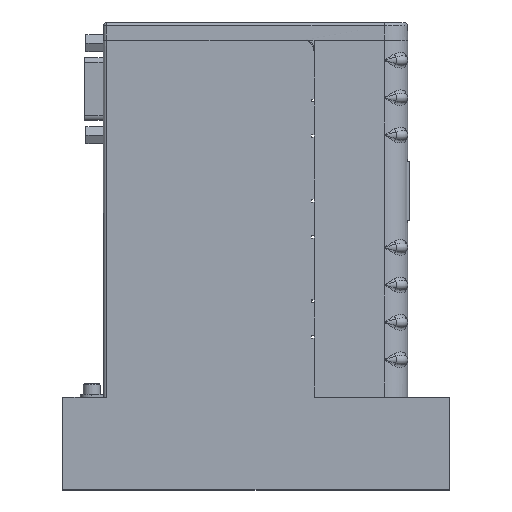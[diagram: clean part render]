
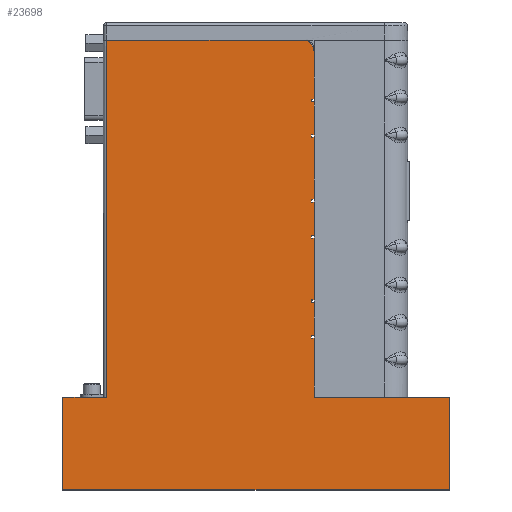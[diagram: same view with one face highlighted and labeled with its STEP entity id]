
A CAD part, top view. The second image highlights one B-rep face of the part: STEP entity #23698.
In plain terms, the highlighted planar face has unit normal (0, 0, 1).
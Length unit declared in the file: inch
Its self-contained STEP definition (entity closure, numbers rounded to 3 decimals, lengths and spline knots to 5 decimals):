
#2783=DIRECTION('',(-1.,0.,0.));
#2784=VECTOR('',#2783,2.091);
#2785=CARTESIAN_POINT('',(2.56,4.805,0.));
#2786=LINE('',#2785,#2784);
#2787=DIRECTION('',(0.,-1.,0.));
#2788=VECTOR('',#2787,0.505);
#2789=CARTESIAN_POINT('',(2.685,4.68,0.));
#2790=LINE('',#2789,#2788);
#2791=DIRECTION('',(-1.,0.,0.));
#2792=VECTOR('',#2791,0.03);
#2793=CARTESIAN_POINT('',(2.685,4.175,0.));
#2794=LINE('',#2793,#2792);
#2795=DIRECTION('',(0.,-1.,0.));
#2796=VECTOR('',#2795,0.03);
#2797=CARTESIAN_POINT('',(2.655,4.175,0.));
#2798=LINE('',#2797,#2796);
#2799=DIRECTION('',(-1.,0.,0.));
#2800=VECTOR('',#2799,0.03);
#2801=CARTESIAN_POINT('',(2.685,4.145,0.));
#2802=LINE('',#2801,#2800);
#2803=DIRECTION('',(0.,-1.,0.));
#2804=VECTOR('',#2803,0.35);
#2805=CARTESIAN_POINT('',(2.685,4.145,0.));
#2806=LINE('',#2805,#2804);
#2807=DIRECTION('',(-1.,0.,0.));
#2808=VECTOR('',#2807,0.03);
#2809=CARTESIAN_POINT('',(2.685,3.795,0.));
#2810=LINE('',#2809,#2808);
#2811=DIRECTION('',(0.,-1.,0.));
#2812=VECTOR('',#2811,0.03);
#2813=CARTESIAN_POINT('',(2.655,3.795,0.));
#2814=LINE('',#2813,#2812);
#2815=DIRECTION('',(-1.,0.,0.));
#2816=VECTOR('',#2815,0.03);
#2817=CARTESIAN_POINT('',(2.685,3.765,0.));
#2818=LINE('',#2817,#2816);
#2819=DIRECTION('',(0.,-1.,0.));
#2820=VECTOR('',#2819,0.66);
#2821=CARTESIAN_POINT('',(2.685,3.765,0.));
#2822=LINE('',#2821,#2820);
#2823=DIRECTION('',(-1.,0.,0.));
#2824=VECTOR('',#2823,0.03);
#2825=CARTESIAN_POINT('',(2.685,3.105,0.));
#2826=LINE('',#2825,#2824);
#2827=DIRECTION('',(0.,-1.,0.));
#2828=VECTOR('',#2827,0.03);
#2829=CARTESIAN_POINT('',(2.655,3.105,0.));
#2830=LINE('',#2829,#2828);
#2831=DIRECTION('',(-1.,0.,0.));
#2832=VECTOR('',#2831,0.03);
#2833=CARTESIAN_POINT('',(2.685,3.075,0.));
#2834=LINE('',#2833,#2832);
#2835=DIRECTION('',(0.,-1.,0.));
#2836=VECTOR('',#2835,0.355);
#2837=CARTESIAN_POINT('',(2.685,3.075,0.));
#2838=LINE('',#2837,#2836);
#2839=DIRECTION('',(-1.,0.,0.));
#2840=VECTOR('',#2839,0.03);
#2841=CARTESIAN_POINT('',(2.685,2.72,0.));
#2842=LINE('',#2841,#2840);
#2843=DIRECTION('',(0.,-1.,0.));
#2844=VECTOR('',#2843,0.03);
#2845=CARTESIAN_POINT('',(2.655,2.72,0.));
#2846=LINE('',#2845,#2844);
#2847=DIRECTION('',(-1.,0.,0.));
#2848=VECTOR('',#2847,0.03);
#2849=CARTESIAN_POINT('',(2.685,2.69,0.));
#2850=LINE('',#2849,#2848);
#2851=DIRECTION('',(0.,-1.,0.));
#2852=VECTOR('',#2851,0.66);
#2853=CARTESIAN_POINT('',(2.685,2.69,0.));
#2854=LINE('',#2853,#2852);
#2855=DIRECTION('',(-1.,0.,0.));
#2856=VECTOR('',#2855,0.03);
#2857=CARTESIAN_POINT('',(2.685,2.03,0.));
#2858=LINE('',#2857,#2856);
#2859=DIRECTION('',(0.,-1.,0.));
#2860=VECTOR('',#2859,0.03);
#2861=CARTESIAN_POINT('',(2.655,2.03,0.));
#2862=LINE('',#2861,#2860);
#2863=DIRECTION('',(-1.,0.,0.));
#2864=VECTOR('',#2863,0.03);
#2865=CARTESIAN_POINT('',(2.685,2.,0.));
#2866=LINE('',#2865,#2864);
#2867=DIRECTION('',(0.,-1.,0.));
#2868=VECTOR('',#2867,0.35);
#2869=CARTESIAN_POINT('',(2.685,2.,0.));
#2870=LINE('',#2869,#2868);
#2871=DIRECTION('',(-1.,0.,0.));
#2872=VECTOR('',#2871,0.03);
#2873=CARTESIAN_POINT('',(2.685,1.65,0.));
#2874=LINE('',#2873,#2872);
#2875=DIRECTION('',(0.,-1.,0.));
#2876=VECTOR('',#2875,0.03);
#2877=CARTESIAN_POINT('',(2.655,1.65,0.));
#2878=LINE('',#2877,#2876);
#2879=DIRECTION('',(-1.,0.,0.));
#2880=VECTOR('',#2879,0.03);
#2881=CARTESIAN_POINT('',(2.685,1.62,0.));
#2882=LINE('',#2881,#2880);
#2883=DIRECTION('',(0.,-1.,0.));
#2884=VECTOR('',#2883,0.63);
#2885=CARTESIAN_POINT('',(2.685,1.62,0.));
#2886=LINE('',#2885,#2884);
#2887=DIRECTION('',(1.,0.,0.));
#2888=VECTOR('',#2887,1.445);
#2889=CARTESIAN_POINT('',(2.685,0.99,0.));
#2890=LINE('',#2889,#2888);
#2891=DIRECTION('',(0.,-1.,0.));
#2892=VECTOR('',#2891,0.99);
#2893=CARTESIAN_POINT('',(4.13,0.99,0.));
#2894=LINE('',#2893,#2892);
#2895=DIRECTION('',(-1.,0.,0.));
#2896=VECTOR('',#2895,4.13);
#2897=CARTESIAN_POINT('',(4.13,0.,0.));
#2898=LINE('',#2897,#2896);
#2899=DIRECTION('',(0.,1.,0.));
#2900=VECTOR('',#2899,0.99);
#2901=CARTESIAN_POINT('',(0.,0.,0.));
#2902=LINE('',#2901,#2900);
#2903=DIRECTION('',(1.,0.,0.));
#2904=VECTOR('',#2903,0.469);
#2905=CARTESIAN_POINT('',(0.,0.99,0.));
#2906=LINE('',#2905,#2904);
#2980=DIRECTION('',(0.,-1.,0.));
#2981=VECTOR('',#2980,3.815);
#2982=CARTESIAN_POINT('',(0.469,4.805,0.));
#2983=LINE('',#2982,#2981);
#6134=CARTESIAN_POINT('',(2.56,4.68,0.));
#6135=DIRECTION('',(0.,0.,1.));
#6136=DIRECTION('',(1.,0.,0.));
#6137=AXIS2_PLACEMENT_3D('',#6134,#6135,#6136);
#19482=CARTESIAN_POINT('',(4.13,0.99,0.));
#19483=CARTESIAN_POINT('',(4.13,0.,0.));
#19484=VERTEX_POINT('',#19482);
#19485=VERTEX_POINT('',#19483);
#19486=CARTESIAN_POINT('',(0.,0.,0.));
#19487=VERTEX_POINT('',#19486);
#19488=CARTESIAN_POINT('',(0.,0.99,0.));
#19489=VERTEX_POINT('',#19488);
#19752=CARTESIAN_POINT('',(2.655,1.65,0.));
#19753=CARTESIAN_POINT('',(2.655,1.62,0.));
#19754=VERTEX_POINT('',#19752);
#19755=VERTEX_POINT('',#19753);
#19756=CARTESIAN_POINT('',(2.655,2.03,0.));
#19757=CARTESIAN_POINT('',(2.655,2.,0.));
#19758=VERTEX_POINT('',#19756);
#19759=VERTEX_POINT('',#19757);
#19760=CARTESIAN_POINT('',(2.655,2.72,0.));
#19761=CARTESIAN_POINT('',(2.655,2.69,0.));
#19762=VERTEX_POINT('',#19760);
#19763=VERTEX_POINT('',#19761);
#19764=CARTESIAN_POINT('',(2.655,3.105,0.));
#19765=CARTESIAN_POINT('',(2.655,3.075,0.));
#19766=VERTEX_POINT('',#19764);
#19767=VERTEX_POINT('',#19765);
#19768=CARTESIAN_POINT('',(2.655,4.175,0.));
#19769=CARTESIAN_POINT('',(2.655,4.145,0.));
#19770=VERTEX_POINT('',#19768);
#19771=VERTEX_POINT('',#19769);
#19772=CARTESIAN_POINT('',(2.655,3.795,0.));
#19773=CARTESIAN_POINT('',(2.655,3.765,0.));
#19774=VERTEX_POINT('',#19772);
#19775=VERTEX_POINT('',#19773);
#19888=CARTESIAN_POINT('',(0.469,0.99,0.));
#19889=VERTEX_POINT('',#19888);
#20888=CARTESIAN_POINT('',(2.56,4.805,0.));
#20889=CARTESIAN_POINT('',(0.469,4.805,0.));
#20890=VERTEX_POINT('',#20888);
#20891=VERTEX_POINT('',#20889);
#20892=CARTESIAN_POINT('',(2.685,4.68,0.));
#20893=CARTESIAN_POINT('',(2.685,4.175,0.));
#20894=VERTEX_POINT('',#20892);
#20895=VERTEX_POINT('',#20893);
#20896=CARTESIAN_POINT('',(2.685,4.145,0.));
#20897=CARTESIAN_POINT('',(2.685,3.795,0.));
#20898=VERTEX_POINT('',#20896);
#20899=VERTEX_POINT('',#20897);
#20900=CARTESIAN_POINT('',(2.685,3.765,0.));
#20901=CARTESIAN_POINT('',(2.685,3.105,0.));
#20902=VERTEX_POINT('',#20900);
#20903=VERTEX_POINT('',#20901);
#20904=CARTESIAN_POINT('',(2.685,3.075,0.));
#20905=CARTESIAN_POINT('',(2.685,2.72,0.));
#20906=VERTEX_POINT('',#20904);
#20907=VERTEX_POINT('',#20905);
#20908=CARTESIAN_POINT('',(2.685,2.69,0.));
#20909=CARTESIAN_POINT('',(2.685,2.03,0.));
#20910=VERTEX_POINT('',#20908);
#20911=VERTEX_POINT('',#20909);
#20912=CARTESIAN_POINT('',(2.685,2.,0.));
#20913=CARTESIAN_POINT('',(2.685,1.65,0.));
#20914=VERTEX_POINT('',#20912);
#20915=VERTEX_POINT('',#20913);
#20916=CARTESIAN_POINT('',(2.685,1.62,0.));
#20917=CARTESIAN_POINT('',(2.685,0.99,0.));
#20918=VERTEX_POINT('',#20916);
#20919=VERTEX_POINT('',#20917);
#23628=CARTESIAN_POINT('',(0.,0.,0.));
#23629=DIRECTION('',(0.,0.,-1.));
#23630=DIRECTION('',(-1.,0.,0.));
#23631=AXIS2_PLACEMENT_3D('',#23628,#23629,#23630);
#23632=PLANE('',#23631);
#23634=ORIENTED_EDGE('',*,*,#23633,.F.);
#23636=ORIENTED_EDGE('',*,*,#23635,.F.);
#23638=ORIENTED_EDGE('',*,*,#23637,.T.);
#23639=ORIENTED_EDGE('',*,*,#23609,.T.);
#23640=ORIENTED_EDGE('',*,*,#23619,.T.);
#23642=ORIENTED_EDGE('',*,*,#23641,.F.);
#23644=ORIENTED_EDGE('',*,*,#23643,.T.);
#23646=ORIENTED_EDGE('',*,*,#23645,.T.);
#23648=ORIENTED_EDGE('',*,*,#23647,.T.);
#23650=ORIENTED_EDGE('',*,*,#23649,.F.);
#23652=ORIENTED_EDGE('',*,*,#23651,.T.);
#23654=ORIENTED_EDGE('',*,*,#23653,.T.);
#23656=ORIENTED_EDGE('',*,*,#23655,.T.);
#23658=ORIENTED_EDGE('',*,*,#23657,.F.);
#23660=ORIENTED_EDGE('',*,*,#23659,.T.);
#23662=ORIENTED_EDGE('',*,*,#23661,.T.);
#23664=ORIENTED_EDGE('',*,*,#23663,.T.);
#23666=ORIENTED_EDGE('',*,*,#23665,.F.);
#23668=ORIENTED_EDGE('',*,*,#23667,.T.);
#23670=ORIENTED_EDGE('',*,*,#23669,.T.);
#23672=ORIENTED_EDGE('',*,*,#23671,.T.);
#23674=ORIENTED_EDGE('',*,*,#23673,.F.);
#23676=ORIENTED_EDGE('',*,*,#23675,.T.);
#23678=ORIENTED_EDGE('',*,*,#23677,.T.);
#23680=ORIENTED_EDGE('',*,*,#23679,.T.);
#23682=ORIENTED_EDGE('',*,*,#23681,.F.);
#23684=ORIENTED_EDGE('',*,*,#23683,.T.);
#23686=ORIENTED_EDGE('',*,*,#23685,.T.);
#23688=ORIENTED_EDGE('',*,*,#23687,.T.);
#23690=ORIENTED_EDGE('',*,*,#23689,.T.);
#23692=ORIENTED_EDGE('',*,*,#23691,.T.);
#23693=ORIENTED_EDGE('',*,*,#22159,.T.);
#23695=ORIENTED_EDGE('',*,*,#23694,.F.);
#23696=EDGE_LOOP('',(#23634,#23636,#23638,#23639,#23640,#23642,#23644,#23646,
#23648,#23650,#23652,#23654,#23656,#23658,#23660,#23662,#23664,#23666,#23668,
#23670,#23672,#23674,#23676,#23678,#23680,#23682,#23684,#23686,#23688,#23690,
#23692,#23693,#23695));
#23697=FACE_OUTER_BOUND('',#23696,.F.);
#23698=ADVANCED_FACE('',(#23697),#23632,.F.);
#6138=CIRCLE('',#6137,0.125);
#22159=EDGE_CURVE('',#19489,#19889,#2906,.T.);
#23609=EDGE_CURVE('',#20895,#19770,#2794,.T.);
#23619=EDGE_CURVE('',#19770,#19771,#2798,.T.);
#23633=EDGE_CURVE('',#20890,#20891,#2786,.T.);
#23635=EDGE_CURVE('',#20894,#20890,#6138,.T.);
#23637=EDGE_CURVE('',#20894,#20895,#2790,.T.);
#23641=EDGE_CURVE('',#20898,#19771,#2802,.T.);
#23643=EDGE_CURVE('',#20898,#20899,#2806,.T.);
#23645=EDGE_CURVE('',#20899,#19774,#2810,.T.);
#23647=EDGE_CURVE('',#19774,#19775,#2814,.T.);
#23649=EDGE_CURVE('',#20902,#19775,#2818,.T.);
#23651=EDGE_CURVE('',#20902,#20903,#2822,.T.);
#23653=EDGE_CURVE('',#20903,#19766,#2826,.T.);
#23655=EDGE_CURVE('',#19766,#19767,#2830,.T.);
#23657=EDGE_CURVE('',#20906,#19767,#2834,.T.);
#23659=EDGE_CURVE('',#20906,#20907,#2838,.T.);
#23661=EDGE_CURVE('',#20907,#19762,#2842,.T.);
#23663=EDGE_CURVE('',#19762,#19763,#2846,.T.);
#23665=EDGE_CURVE('',#20910,#19763,#2850,.T.);
#23667=EDGE_CURVE('',#20910,#20911,#2854,.T.);
#23669=EDGE_CURVE('',#20911,#19758,#2858,.T.);
#23671=EDGE_CURVE('',#19758,#19759,#2862,.T.);
#23673=EDGE_CURVE('',#20914,#19759,#2866,.T.);
#23675=EDGE_CURVE('',#20914,#20915,#2870,.T.);
#23677=EDGE_CURVE('',#20915,#19754,#2874,.T.);
#23679=EDGE_CURVE('',#19754,#19755,#2878,.T.);
#23681=EDGE_CURVE('',#20918,#19755,#2882,.T.);
#23683=EDGE_CURVE('',#20918,#20919,#2886,.T.);
#23685=EDGE_CURVE('',#20919,#19484,#2890,.T.);
#23687=EDGE_CURVE('',#19484,#19485,#2894,.T.);
#23689=EDGE_CURVE('',#19485,#19487,#2898,.T.);
#23691=EDGE_CURVE('',#19487,#19489,#2902,.T.);
#23694=EDGE_CURVE('',#20891,#19889,#2983,.T.);
